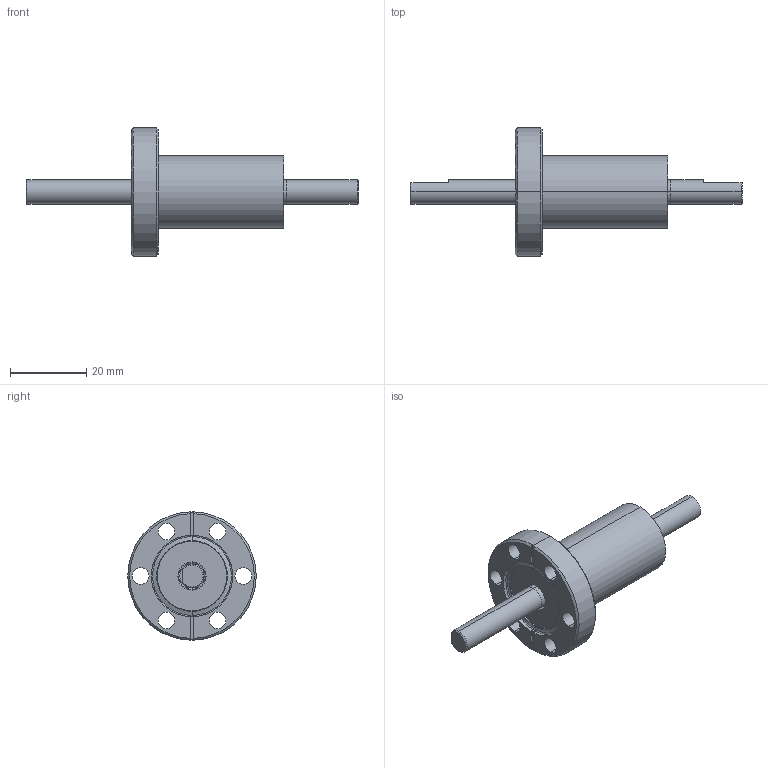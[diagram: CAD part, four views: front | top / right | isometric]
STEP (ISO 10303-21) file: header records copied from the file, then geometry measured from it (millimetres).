
FILE_DESCRIPTION (( 'STEP AP203' ), '1' );
FILE_NAME ('FD-CF-0250-LC.STEP', '2019-07-10T19:35:53', ( '' ), ( '' ), 'SwSTEP 2.0', 'SolidWorks 2018', '' );
FILE_SCHEMA (( 'CONFIG_CONTROL_DESIGN' ));
Length unit declared in the file: inch
Products named in the file (7): FD-CF-0250-LC; 99011210 Shaft_no stages; 99011250 Polpiece_no stages; 99011320 Housing; instrument ball bearing_ai_AFBMA 12.2 - 0.2500 - 0.6250 - 0.1960 - 10,SI,NC,10; curved spring washer_U312-0130; basic internal retaining ring_am_B27.7M - 3BM1-16
Assembly tree (7 placements, depth 3):
  FD-CF-0250-LC
    99011320 Housing
    99011250 Polpiece_no stages
      99011210 Shaft_no stages
    instrument ball bearing_ai_AFBMA 12.2 - 0.2500 - 0.6250 - 0.1960 - 10,SI,NC,10  x2
    curved spring washer_U312-0130
    basic internal retaining ring_am_B27.7M - 3BM1-16
Bounding box: 87.33 x 33.78 x 33.78 mm (x, y, z)
Volume: 14021.3 mm3; surface area: 11653.4 mm2
Topology: 6 solids, 6 shells, 174 faces, 395 edges, 246 vertices
Faces by surface type: cylinder 91, plane 39, torus 32, cone 12
Entity records: 5347 total; most frequent: CARTESIAN_POINT 1055, DIRECTION 829, ORIENTED_EDGE 678, AXIS2_PLACEMENT_3D 357, EDGE_CURVE 339, VERTEX_POINT 214, CIRCLE 200, EDGE_LOOP 179
